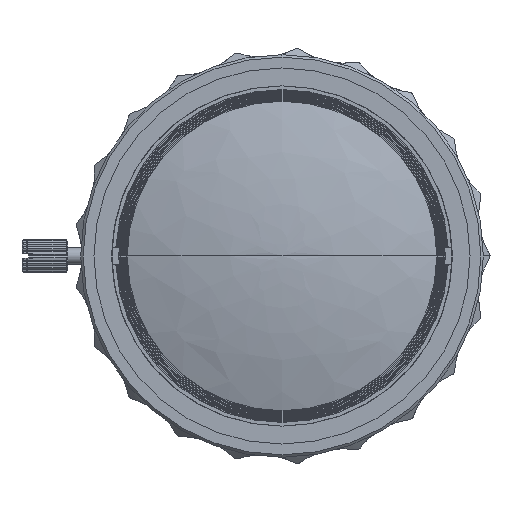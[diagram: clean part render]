
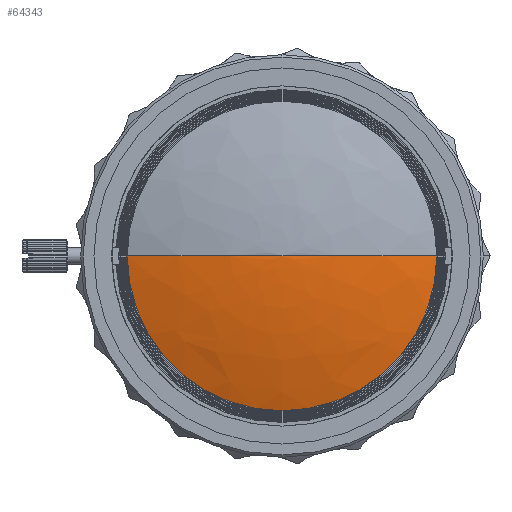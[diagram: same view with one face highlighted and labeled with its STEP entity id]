
A CAD part, left-side view. The second image highlights one B-rep face of the part: STEP entity #64343.
In plain terms, the highlighted free-form (B-spline) face has degree [3, 3] with [4, 4] control points.
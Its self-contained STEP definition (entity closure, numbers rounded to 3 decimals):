
#2159 = ORIENTED_EDGE ( 'NONE', *, *, #52181, .T. ) ;
#2355 = DIRECTION ( 'NONE',  ( -1., 0., 0. ) ) ;
#3529 = CARTESIAN_POINT ( 'NONE',  ( -0.93, -6.315, 0. ) ) ;
#4007 = CARTESIAN_POINT ( 'NONE',  ( 0.007, -12.562, 0. ) ) ;
#4499 = CARTESIAN_POINT ( 'NONE',  ( -0.93, 0., 0. ) ) ;
#8247 = CARTESIAN_POINT ( 'NONE',  ( 1.86, 0., -18.6 ) ) ;
#9308 = CARTESIAN_POINT ( 'NONE',  ( -0.93, 0., 0. ) ) ;
#9960 = CARTESIAN_POINT ( 'NONE',  ( -0.93, 6.315, -12.631 ) ) ;
#11482 = EDGE_CURVE ( 'NONE', #88166, #87320, #42782, .T. ) ;
#15545 = EDGE_CURVE ( 'NONE', #85959, #36585, #25814, .T. ) ;
#16321 = CARTESIAN_POINT ( 'NONE',  ( 1.86, -18.6, 0. ) ) ;
#17975 = AXIS2_PLACEMENT_3D ( 'NONE', #86087, #2355, #46686 ) ;
#25814 =( BOUNDED_CURVE ( )  B_SPLINE_CURVE ( 3, ( #69576, #39528, #32143, #77951 ),
 .UNSPECIFIED., .F., .T. ) 
 B_SPLINE_CURVE_WITH_KNOTS ( ( 4, 4 ),
 ( 0., 0.98 ),
 .UNSPECIFIED. ) 
 CURVE ( )  GEOMETRIC_REPRESENTATION_ITEM ( )  RATIONAL_B_SPLINE_CURVE ( ( 1., 0.992, 0.992, 1. ) ) 
 REPRESENTATION_ITEM ( '' )  );
#26675 = CARTESIAN_POINT ( 'NONE',  ( 1.86, 18.6, 0. ) ) ;
#32143 = CARTESIAN_POINT ( 'NONE',  ( 0.007, -12.562, 0. ) ) ;
#33570 = CARTESIAN_POINT ( 'NONE',  ( -0.93, -6.315, -12.631 ) ) ;
#34545 = CARTESIAN_POINT ( 'NONE',  ( -0.93, 0., 0. ) ) ;
#36585 = VERTEX_POINT ( 'NONE', #16321 ) ;
#36865 = CARTESIAN_POINT ( 'NONE',  ( -0.93, 6.315, 0. ) ) ;
#38168 =( BOUNDED_SURFACE ( )  B_SPLINE_SURFACE ( 3, 3, ( 
 ( #34545, #4499, #70999, #48808 ),
 ( #3529, #33570, #9960, #86282 ),
 ( #4007, #39986, #85320, #47855 ),
 ( #64066, #77924, #94129, #26675 ) ),
 .UNSPECIFIED., .F., .F., .F. ) 
 B_SPLINE_SURFACE_WITH_KNOTS ( ( 4, 4 ),
 ( 4, 4 ),
 ( 0., 0.98 ),
 ( 0., 1. ),
 .UNSPECIFIED. ) 
 GEOMETRIC_REPRESENTATION_ITEM ( )  RATIONAL_B_SPLINE_SURFACE ( (
 ( 1., 0.333, 0.333, 1.),
 ( 0.992, 0.331, 0.331, 0.992),
 ( 0.992, 0.331, 0.331, 0.992),
 ( 1., 0.333, 0.333, 1.) ) ) 
 REPRESENTATION_ITEM ( '' )  SURFACE ( )  );
#39121 = ORIENTED_EDGE ( 'NONE', *, *, #11482, .T. ) ;
#39528 = CARTESIAN_POINT ( 'NONE',  ( -0.93, -6.315, 0. ) ) ;
#39986 = CARTESIAN_POINT ( 'NONE',  ( 0.007, -12.562, -25.123 ) ) ;
#40944 = FACE_OUTER_BOUND ( 'NONE', #76552, .T. ) ;
#41296 = ORIENTED_EDGE ( 'NONE', *, *, #70937, .T. ) ;
#42782 = CIRCLE ( 'NONE', #75637, 18.6 ) ;
#45765 = DIRECTION ( 'NONE',  ( 0., 1., 0. ) ) ;
#46686 = DIRECTION ( 'NONE',  ( 0., 1., 0. ) ) ;
#47855 = CARTESIAN_POINT ( 'NONE',  ( 0.007, 12.562, 0. ) ) ;
#48808 = CARTESIAN_POINT ( 'NONE',  ( -0.93, 0., 0. ) ) ;
#51486 = ORIENTED_EDGE ( 'NONE', *, *, #15545, .F. ) ;
#52181 = EDGE_CURVE ( 'NONE', #85959, #88166, #83928, .T. ) ;
#57554 = CARTESIAN_POINT ( 'NONE',  ( -0.93, 0., 0. ) ) ;
#58039 = CARTESIAN_POINT ( 'NONE',  ( 0.007, 12.562, 0. ) ) ;
#59234 = CARTESIAN_POINT ( 'NONE',  ( 1.86, 0., 0. ) ) ;
#64066 = CARTESIAN_POINT ( 'NONE',  ( 1.86, -18.6, 0. ) ) ;
#64343 = ADVANCED_FACE ( 'NONE', ( #40944 ), #38168, .F. ) ;
#69576 = CARTESIAN_POINT ( 'NONE',  ( -0.93, 0., 0. ) ) ;
#70193 = CARTESIAN_POINT ( 'NONE',  ( 1.86, 18.6, 0. ) ) ;
#70937 = EDGE_CURVE ( 'NONE', #87320, #36585, #88773, .T. ) ;
#70999 = CARTESIAN_POINT ( 'NONE',  ( -0.93, 0., 0. ) ) ;
#75637 = AXIS2_PLACEMENT_3D ( 'NONE', #59234, #96166, #45765 ) ;
#76552 = EDGE_LOOP ( 'NONE', ( #51486, #2159, #39121, #41296 ) ) ;
#77924 = CARTESIAN_POINT ( 'NONE',  ( 1.86, -18.6, -37.2 ) ) ;
#77951 = CARTESIAN_POINT ( 'NONE',  ( 1.86, -18.6, 0. ) ) ;
#80729 = CARTESIAN_POINT ( 'NONE',  ( 1.86, 18.6, 0. ) ) ;
#83928 =( BOUNDED_CURVE ( )  B_SPLINE_CURVE ( 3, ( #57554, #36865, #58039, #80729 ),
 .UNSPECIFIED., .F., .F. ) 
 B_SPLINE_CURVE_WITH_KNOTS ( ( 4, 4 ),
 ( 0., 0.98 ),
 .UNSPECIFIED. ) 
 CURVE ( )  GEOMETRIC_REPRESENTATION_ITEM ( )  RATIONAL_B_SPLINE_CURVE ( ( 1., 0.992, 0.992, 1. ) ) 
 REPRESENTATION_ITEM ( '' )  );
#85320 = CARTESIAN_POINT ( 'NONE',  ( 0.007, 12.562, -25.123 ) ) ;
#85959 = VERTEX_POINT ( 'NONE', #9308 ) ;
#86087 = CARTESIAN_POINT ( 'NONE',  ( 1.86, 0., 0. ) ) ;
#86282 = CARTESIAN_POINT ( 'NONE',  ( -0.93, 6.315, 0. ) ) ;
#87320 = VERTEX_POINT ( 'NONE', #8247 ) ;
#88166 = VERTEX_POINT ( 'NONE', #70193 ) ;
#88773 = CIRCLE ( 'NONE', #17975, 18.6 ) ;
#94129 = CARTESIAN_POINT ( 'NONE',  ( 1.86, 18.6, -37.2 ) ) ;
#96166 = DIRECTION ( 'NONE',  ( -1., 0., 0. ) ) ;
